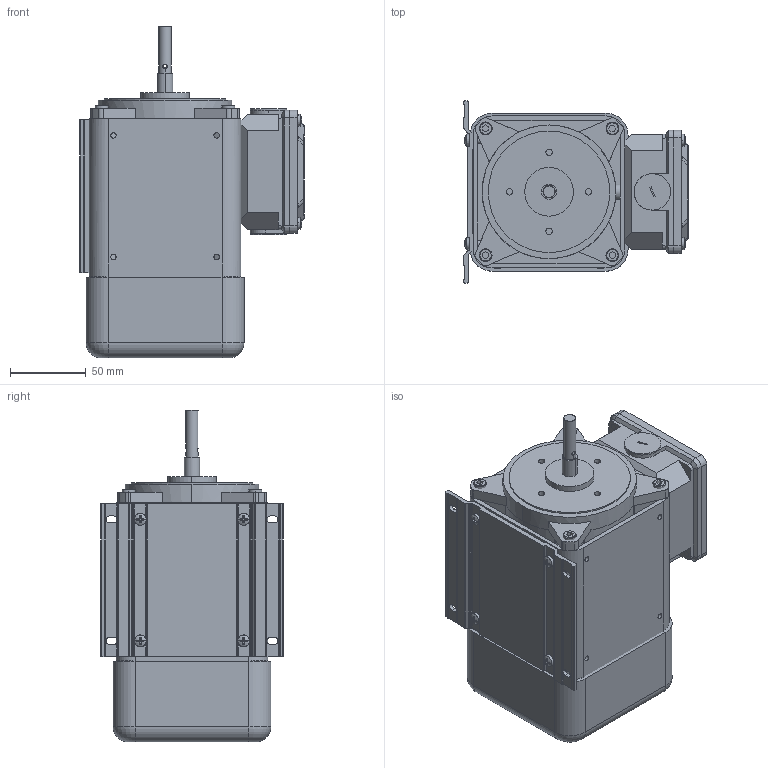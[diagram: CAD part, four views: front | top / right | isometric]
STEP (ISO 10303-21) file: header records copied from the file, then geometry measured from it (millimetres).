
FILE_DESCRIPTION (( 'STEP AP214' ), '1' );
FILE_NAME ('Motor IGLC80-60 f.VE31 mit Fuß.STEP', '2018-05-02T08:52:50', ( 'gfeller' ), ( '' ), 'SwSTEP 2.0', 'SolidWorks 2017', '' );
FILE_SCHEMA (( 'AUTOMOTIVE_DESIGN' ));
Length unit declared in the file: millimetre
Products named in the file (1): Motor IGLC80-60 f.VE31 mit Fuß
Bounding box: 147.5 x 120 x 218.5 mm (x, y, z)
Volume: 1955242.2 mm3; surface area: 245858.1 mm2
Topology: 10 solids, 14 shells, 1083 faces, 2835 edges, 1807 vertices
Faces by surface type: plane 496, cylinder 418, cone 90, torus 35, bspline 28, sphere 16
Entity records: 43731 total; most frequent: CARTESIAN_POINT 10714, DIRECTION 5894, ORIENTED_EDGE 5654, EDGE_CURVE 2827, AXIS2_PLACEMENT_3D 2169, VERTEX_POINT 1807, VECTOR 1556, LINE 1556
